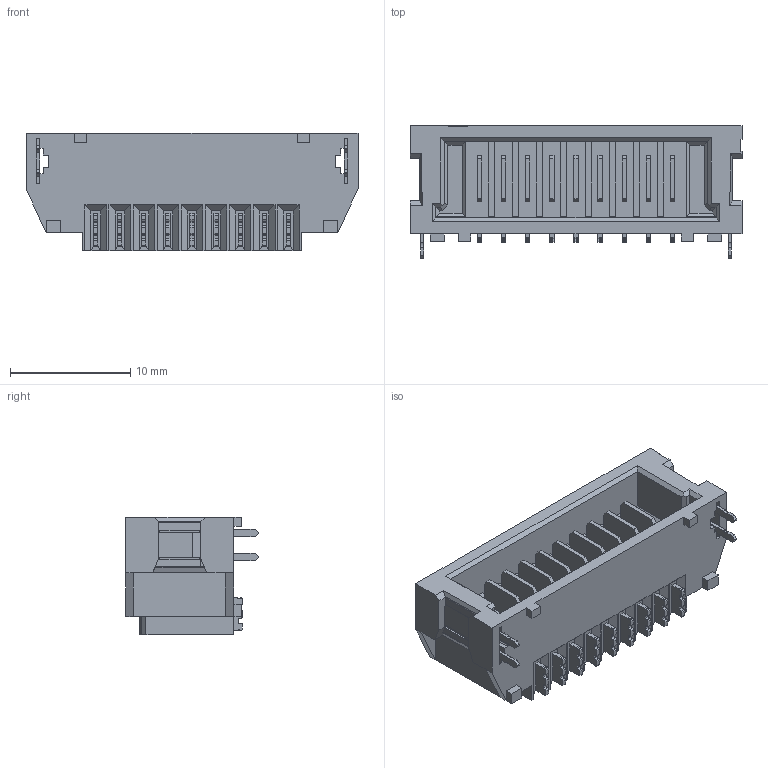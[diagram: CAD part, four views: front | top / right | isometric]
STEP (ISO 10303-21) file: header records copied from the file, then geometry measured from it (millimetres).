
FILE_DESCRIPTION (( 'STEP AP214' ), '1' );
FILE_NAME ('UMPT-09-01-L-RA-WT-M-TR.STEP', '2022-01-07T03:05:29', ( '' ), ( '' ), 'SwSTEP 2.0', 'SolidWorks 2017', '' );
FILE_SCHEMA (( 'AUTOMOTIVE_DESIGN' ));
Length unit declared in the file: millimetre
Products named in the file (1): UMPT-09-01-L-RA-WT-M-TR
Bounding box: 27.6 x 11.05 x 9.75 mm (x, y, z)
Volume: 1596.3 mm3; surface area: 2024.6 mm2
Topology: 21 solids, 21 shells, 830 faces, 2305 edges, 1514 vertices
Faces by surface type: plane 593, cylinder 237
Entity records: 27281 total; most frequent: CARTESIAN_POINT 4722, ORIENTED_EDGE 4610, DIRECTION 4397, EDGE_CURVE 2305, LINE 1827, VECTOR 1827, VERTEX_POINT 1514, AXIS2_PLACEMENT_3D 1285
